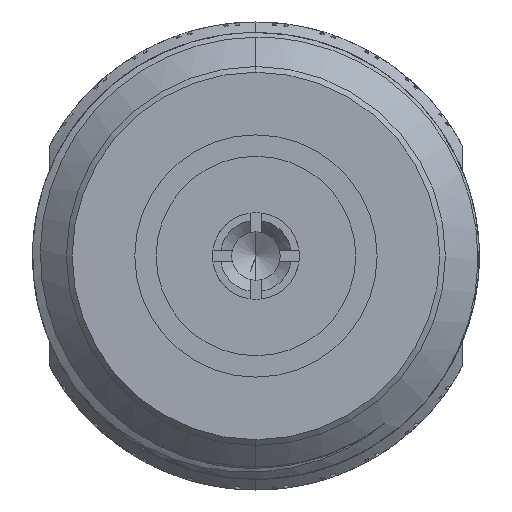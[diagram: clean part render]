
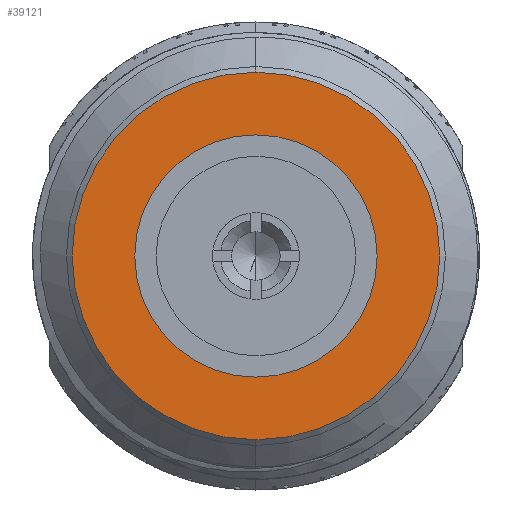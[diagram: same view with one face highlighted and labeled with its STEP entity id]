
A CAD part, left-side view. The second image highlights one B-rep face of the part: STEP entity #39121.
In plain terms, the highlighted planar face has unit normal (-1, 0, 0).
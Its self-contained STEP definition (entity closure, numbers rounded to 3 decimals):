
#14191=CARTESIAN_POINT('',(-13.65,0.,0.));
#14192=DIRECTION('',(-1.,0.,0.));
#14193=DIRECTION('',(0.,0.,-1.));
#14194=AXIS2_PLACEMENT_3D('',#14191,#14192,#14193);
#14196=CARTESIAN_POINT('',(-13.65,0.,0.));
#14197=DIRECTION('',(-1.,0.,0.));
#14198=DIRECTION('',(0.,0.,1.));
#14199=AXIS2_PLACEMENT_3D('',#14196,#14197,#14198);
#14201=CARTESIAN_POINT('',(-13.65,0.,0.));
#14202=DIRECTION('',(-1.,0.,0.));
#14203=DIRECTION('',(0.,1.,0.));
#14204=AXIS2_PLACEMENT_3D('',#14201,#14202,#14203);
#14206=CARTESIAN_POINT('',(-13.65,0.,0.));
#14207=DIRECTION('',(-1.,0.,0.));
#14208=DIRECTION('',(0.,-1.,0.));
#14209=AXIS2_PLACEMENT_3D('',#14206,#14207,#14208);
#15982=CARTESIAN_POINT('',(-13.65,0.,-6.446));
#15983=CARTESIAN_POINT('',(-13.65,0.,6.446));
#15984=VERTEX_POINT('',#15982);
#15985=VERTEX_POINT('',#15983);
#15990=CARTESIAN_POINT('',(-13.65,4.25,0.));
#15991=CARTESIAN_POINT('',(-13.65,-4.25,0.));
#15992=VERTEX_POINT('',#15990);
#15993=VERTEX_POINT('',#15991);
#39105=CARTESIAN_POINT('',(-13.65,0.,0.));
#39106=DIRECTION('',(1.,0.,0.));
#39107=DIRECTION('',(0.,0.,1.));
#39108=AXIS2_PLACEMENT_3D('',#39105,#39106,#39107);
#39109=PLANE('',#39108);
#39111=ORIENTED_EDGE('',*,*,#39110,.F.);
#39112=ORIENTED_EDGE('',*,*,#39095,.F.);
#39113=EDGE_LOOP('',(#39111,#39112));
#39114=FACE_OUTER_BOUND('',#39113,.F.);
#39116=ORIENTED_EDGE('',*,*,#39115,.T.);
#39118=ORIENTED_EDGE('',*,*,#39117,.T.);
#39119=EDGE_LOOP('',(#39116,#39118));
#39120=FACE_BOUND('',#39119,.F.);
#14195=CIRCLE('',#14194,6.446);
#14200=CIRCLE('',#14199,6.446);
#14205=CIRCLE('',#14204,4.25);
#14210=CIRCLE('',#14209,4.25);
#39095=EDGE_CURVE('',#15985,#15984,#14200,.T.);
#39110=EDGE_CURVE('',#15984,#15985,#14195,.T.);
#39115=EDGE_CURVE('',#15992,#15993,#14205,.T.);
#39117=EDGE_CURVE('',#15993,#15992,#14210,.T.);
#39121=ADVANCED_FACE('',(#39114,#39120),#39109,.F.);
